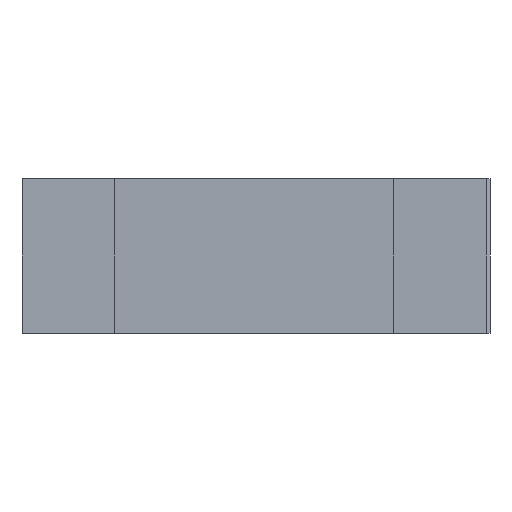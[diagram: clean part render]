
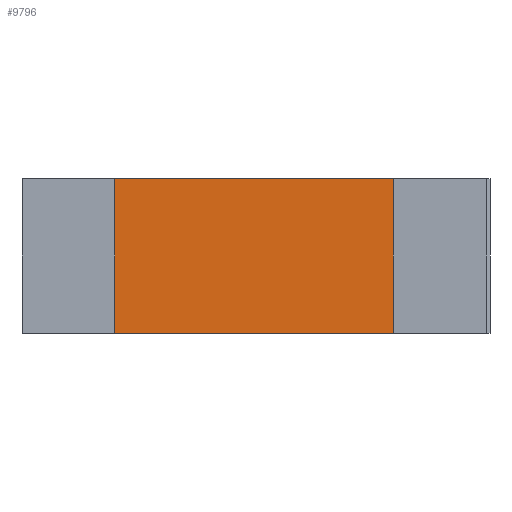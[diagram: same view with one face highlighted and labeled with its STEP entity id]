
A CAD part, left-side view. The second image highlights one B-rep face of the part: STEP entity #9796.
In plain terms, the highlighted planar face has unit normal (-1, 0, 0).
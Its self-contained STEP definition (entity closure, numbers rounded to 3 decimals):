
#723=FACE_OUTER_BOUND('',#1221,.T.);
#1221=EDGE_LOOP('',(#8454,#8455,#8456,#8457));
#1411=LINE('',#13452,#2613);
#2024=LINE('',#15176,#3226);
#2547=LINE('',#16097,#3749);
#2548=LINE('',#16099,#3750);
#2613=VECTOR('',#10753,10.);
#3226=VECTOR('',#11870,10.);
#3749=VECTOR('',#13025,10.);
#3750=VECTOR('',#13028,10.);
#3815=VERTEX_POINT('',#13449);
#3816=VERTEX_POINT('',#13451);
#4674=VERTEX_POINT('',#15173);
#4675=VERTEX_POINT('',#15175);
#4784=EDGE_CURVE('',#3815,#3816,#1411,.T.);
#5646=EDGE_CURVE('',#4675,#4674,#2024,.T.);
#6169=EDGE_CURVE('',#4674,#3816,#2547,.T.);
#6170=EDGE_CURVE('',#4675,#3815,#2548,.T.);
#8454=ORIENTED_EDGE('',*,*,#5646,.T.);
#8455=ORIENTED_EDGE('',*,*,#6169,.T.);
#8456=ORIENTED_EDGE('',*,*,#4784,.F.);
#8457=ORIENTED_EDGE('',*,*,#6170,.F.);
#9310=PLANE('',#10555);
#9796=ADVANCED_FACE('',(#723),#9310,.T.);
#10555=AXIS2_PLACEMENT_3D('',#16098,#13026,#13027);
#10753=DIRECTION('',(0.,-1.,0.));
#11870=DIRECTION('',(0.,-1.,0.));
#13025=DIRECTION('',(0.,0.,1.));
#13026=DIRECTION('center_axis',(-1.,0.,0.));
#13027=DIRECTION('ref_axis',(0.,-1.,0.));
#13028=DIRECTION('',(0.,0.,1.));
#13449=CARTESIAN_POINT('',(17.5,67.5,25.));
#13451=CARTESIAN_POINT('',(17.5,7.5,25.));
#13452=CARTESIAN_POINT('',(17.5,67.5,25.));
#15173=CARTESIAN_POINT('',(17.5,7.5,0.));
#15175=CARTESIAN_POINT('',(17.5,67.5,0.));
#15176=CARTESIAN_POINT('',(17.5,67.5,0.));
#16097=CARTESIAN_POINT('',(17.5,7.5,0.));
#16098=CARTESIAN_POINT('Origin',(17.5,67.5,0.));
#16099=CARTESIAN_POINT('',(17.5,67.5,0.));
